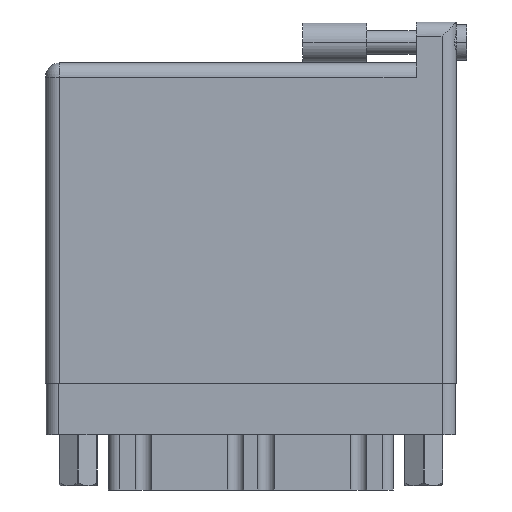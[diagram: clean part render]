
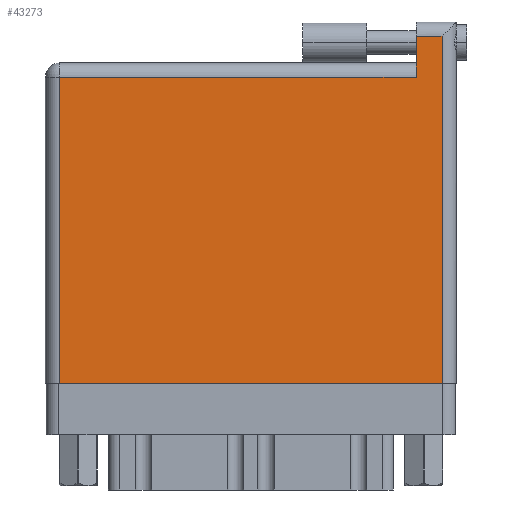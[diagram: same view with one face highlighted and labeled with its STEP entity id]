
A CAD part, front view. The second image highlights one B-rep face of the part: STEP entity #43273.
In plain terms, the highlighted face is planar.
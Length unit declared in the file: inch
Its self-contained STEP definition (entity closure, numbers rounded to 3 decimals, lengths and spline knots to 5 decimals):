
#108 = VECTOR ( 'NONE', #27719, 39.37008 ) ;
#1620 = VERTEX_POINT ( 'NONE', #10858 ) ;
#2587 = VERTEX_POINT ( 'NONE', #31205 ) ;
#5689 = EDGE_CURVE ( 'NONE', #7850, #42803, #16744, .T. ) ;
#5743 = EDGE_CURVE ( 'NONE', #1620, #2587, #38710, .T. ) ;
#7261 = VECTOR ( 'NONE', #43174, 39.37008 ) ;
#7850 = VERTEX_POINT ( 'NONE', #39699 ) ;
#9553 = DIRECTION ( 'NONE',  ( -1., 0., 0. ) ) ;
#9987 = LINE ( 'NONE', #21212, #13893 ) ;
#10005 = LINE ( 'NONE', #16958, #20545 ) ;
#10858 = CARTESIAN_POINT ( 'NONE',  ( 0.07, 1.496, 0. ) ) ;
#10900 = PLANE ( 'NONE',  #22362 ) ;
#10942 = CARTESIAN_POINT ( 'NONE',  ( 1.938, 1.766, 0. ) ) ;
#11133 = DIRECTION ( 'NONE',  ( 0., 0., -1. ) ) ;
#11138 = CARTESIAN_POINT ( 'NONE',  ( 1.938, 0., 0. ) ) ;
#13162 = CARTESIAN_POINT ( 'NONE',  ( 0., 1.696, 0. ) ) ;
#13856 = CARTESIAN_POINT ( 'NONE',  ( 0.07, 0., 0. ) ) ;
#13893 = VECTOR ( 'NONE', #25028, 39.37008 ) ;
#14258 = ORIENTED_EDGE ( 'NONE', *, *, #5689, .T. ) ;
#16744 = LINE ( 'NONE', #13162, #39005 ) ;
#16958 = CARTESIAN_POINT ( 'NONE',  ( 0., 0., 0. ) ) ;
#17945 = CARTESIAN_POINT ( 'NONE',  ( 1.811, 1.766, 0. ) ) ;
#18098 = ORIENTED_EDGE ( 'NONE', *, *, #38546, .T. ) ;
#20545 = VECTOR ( 'NONE', #28398, 39.37008 ) ;
#21070 = EDGE_LOOP ( 'NONE', ( #36896, #39690, #14258, #18098, #36075, #41704 ) ) ;
#21212 = CARTESIAN_POINT ( 'NONE',  ( 0., 1.496, 0. ) ) ;
#21287 = DIRECTION ( 'NONE',  ( 0., -1., 0. ) ) ;
#22211 = CARTESIAN_POINT ( 'NONE',  ( 1.811, 1.496, 0. ) ) ;
#22362 = AXIS2_PLACEMENT_3D ( 'NONE', #25465, #11133, #25699 ) ;
#25028 = DIRECTION ( 'NONE',  ( -1., 0., 0. ) ) ;
#25104 = LINE ( 'NONE', #17945, #38672 ) ;
#25465 = CARTESIAN_POINT ( 'NONE',  ( 0., 1.566, 0. ) ) ;
#25699 = DIRECTION ( 'NONE',  ( -1., 0., 0. ) ) ;
#26238 = VERTEX_POINT ( 'NONE', #22211 ) ;
#26635 = EDGE_CURVE ( 'NONE', #26238, #1620, #9987, .T. ) ;
#27719 = DIRECTION ( 'NONE',  ( 0., -1., 0. ) ) ;
#28398 = DIRECTION ( 'NONE',  ( 1., 0., 0. ) ) ;
#28864 = CARTESIAN_POINT ( 'NONE',  ( 1.811, 1.696, 0. ) ) ;
#31205 = CARTESIAN_POINT ( 'NONE',  ( 0.07, 0., 0. ) ) ;
#32007 = EDGE_CURVE ( 'NONE', #2587, #35021, #10005, .T. ) ;
#35021 = VERTEX_POINT ( 'NONE', #11138 ) ;
#36028 = LINE ( 'NONE', #10942, #7261 ) ;
#36075 = ORIENTED_EDGE ( 'NONE', *, *, #26635, .T. ) ;
#36218 = FACE_OUTER_BOUND ( 'NONE', #21070, .T. ) ;
#36896 = ORIENTED_EDGE ( 'NONE', *, *, #32007, .T. ) ;
#38546 = EDGE_CURVE ( 'NONE', #42803, #26238, #25104, .T. ) ;
#38672 = VECTOR ( 'NONE', #21287, 39.37008 ) ;
#38710 = LINE ( 'NONE', #13856, #108 ) ;
#39005 = VECTOR ( 'NONE', #9553, 39.37008 ) ;
#39690 = ORIENTED_EDGE ( 'NONE', *, *, #41786, .T. ) ;
#39699 = CARTESIAN_POINT ( 'NONE',  ( 1.938, 1.696, 0. ) ) ;
#41704 = ORIENTED_EDGE ( 'NONE', *, *, #5743, .T. ) ;
#41786 = EDGE_CURVE ( 'NONE', #35021, #7850, #36028, .T. ) ;
#42803 = VERTEX_POINT ( 'NONE', #28864 ) ;
#43174 = DIRECTION ( 'NONE',  ( 0., 1., 0. ) ) ;
#43273 = ADVANCED_FACE ( 'NONE', ( #36218 ), #10900, .F. ) ;
